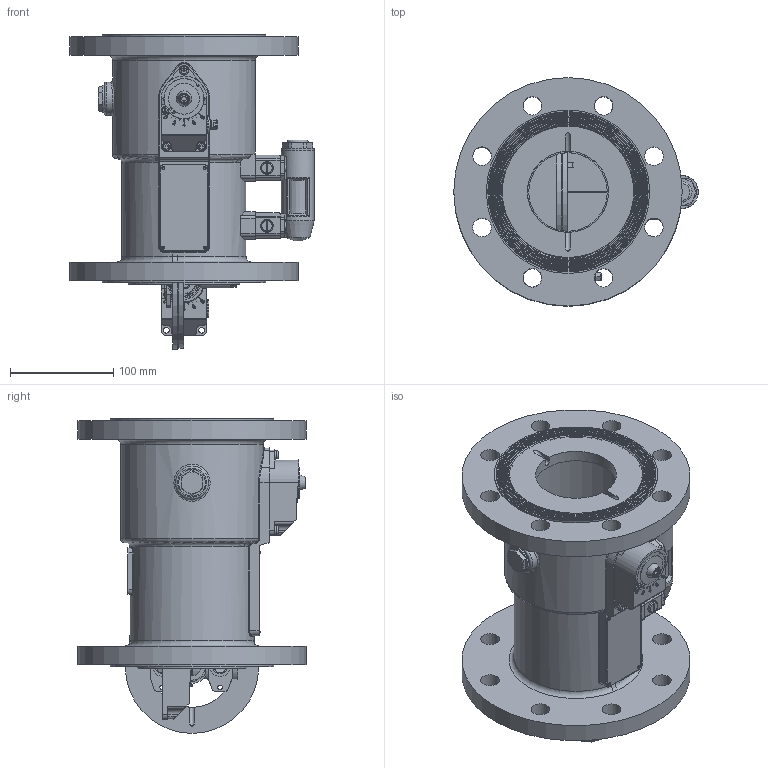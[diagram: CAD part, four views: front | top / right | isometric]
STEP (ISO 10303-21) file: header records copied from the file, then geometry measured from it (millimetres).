
FILE_DESCRIPTION( ( 'Unknown' ), '1' );
FILE_NAME( 'Sette BP DN100 (1-4777).stp', 'Unknown', ( 'Unknown' ), ( 'Unknown' ), 'PSStep 13.0', 'Unknown', ' ' );
FILE_SCHEMA( ( 'AUTOMOTIVE_DESIGN { 1 0 10303 214 1 1 1 1 }' ) );
Length unit declared in the file: millimetre
Products named in the file (21): Assem1; 2-4750e; 4-4751d; 1-4725e; 3-4772b; 2-4732f; BN_381_M5x12; 4-4736d; 3-4743b; 3-4744c; BN_381_M4x10; 3-4753c; Abdeckung zu DN65; 4-4836b; Hammerschraube 1.85x4.76 zu DN65; Tellerstopfen zu DN100; Blindstopfen 1-2 zu DN65; BN_610_M5x12; 4-4737b; 4-4735c; BN_344_M3_5x8
Bounding box: 236.5 x 221 x 304.5 mm (x, y, z)
Volume: 4083381.1 mm3; surface area: 940149.3 mm2
Topology: 50 solids, 50 shells, 1925 faces, 4636 edges, 3017 vertices
Faces by surface type: plane 898, cylinder 555, cone 240, extrusion 106, torus 87, bspline 34, sphere 5
Full cylindrical faces by diameter (mm): 1.7 x8, 1.85 x5, 2.2 x8, 2.5 x4, 3 x3, 3.132 x2, 3.242 x6, 3.3 x8, 3.5 x2, 3.571 x5, 4 x9, 4.2 x6, 4.5 x14, 4.51 x4, 4.7 x3, 5 x6, 5.1 x2, 5.5 x9, 6.9 x6, 6.95 x3, 7 x2, 7.5 x6, 8.5 x2, 9 x6, 10 x6, 11.5 x3, 12 x14, 12.2 x3, 14 x6, 14.001 x2
Entity records: 33819 total; most frequent: CARTESIAN_POINT 9577, DIRECTION 3908, ORIENTED_EDGE 3496, EDGE_CURVE 1748, AXIS2_PLACEMENT_3D 1534, EDGE_LOOP 1313, VERTEX_POINT 1274, FACE_OUTER_BOUND 1028
